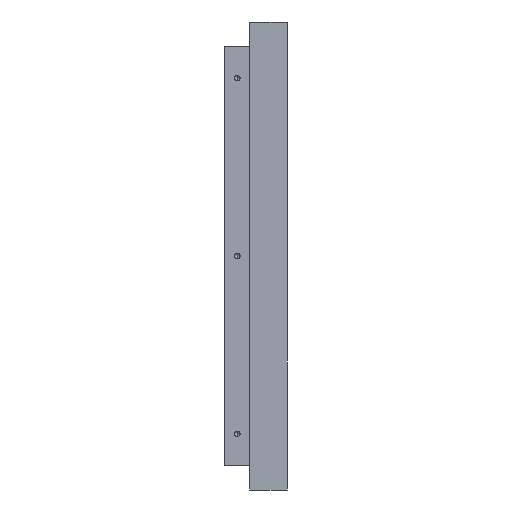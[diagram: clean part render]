
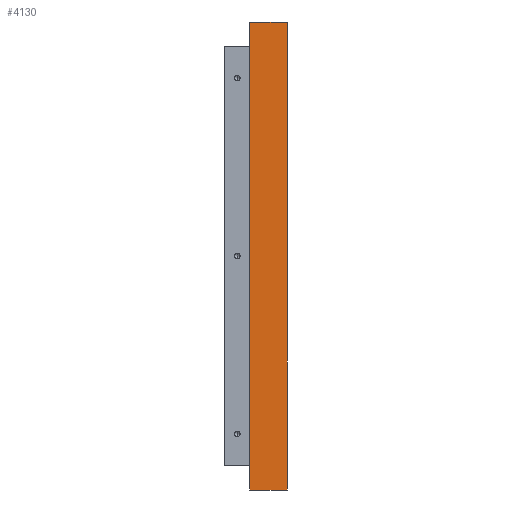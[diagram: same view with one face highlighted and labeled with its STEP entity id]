
A CAD part, left-side view. The second image highlights one B-rep face of the part: STEP entity #4130.
In plain terms, the highlighted planar face has unit normal (-1, 0, 0).
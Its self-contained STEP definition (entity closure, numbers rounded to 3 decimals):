
#30 = LINE ( 'NONE', #809, #3608 ) ;
#71 = ORIENTED_EDGE ( 'NONE', *, *, #109, .F. ) ;
#109 = EDGE_CURVE ( 'NONE', #1743, #1267, #979, .T. ) ;
#242 = AXIS2_PLACEMENT_3D ( 'NONE', #4049, #595, #3673 ) ;
#266 = CARTESIAN_POINT ( 'NONE',  ( 0., 12., -8. ) ) ;
#542 = ORIENTED_EDGE ( 'NONE', *, *, #4230, .T. ) ;
#595 = DIRECTION ( 'NONE',  ( 1., 0., 0. ) ) ;
#809 = CARTESIAN_POINT ( 'NONE',  ( 0., 20., -150. ) ) ;
#854 = VERTEX_POINT ( 'NONE', #1440 ) ;
#979 = LINE ( 'NONE', #2594, #3737 ) ;
#1005 = ORIENTED_EDGE ( 'NONE', *, *, #3342, .T. ) ;
#1024 = PLANE ( 'NONE',  #242 ) ;
#1112 = ORIENTED_EDGE ( 'NONE', *, *, #3654, .F. ) ;
#1173 = CARTESIAN_POINT ( 'NONE',  ( 0., 12., -150. ) ) ;
#1267 = VERTEX_POINT ( 'NONE', #3940 ) ;
#1440 = CARTESIAN_POINT ( 'NONE',  ( 0., 0., -150. ) ) ;
#1464 = CARTESIAN_POINT ( 'NONE',  ( 0., 12., 0. ) ) ;
#1498 = DIRECTION ( 'NONE',  ( 0., 0., 1. ) ) ;
#1743 = VERTEX_POINT ( 'NONE', #1464 ) ;
#1761 = VECTOR ( 'NONE', #1498, 1000. ) ;
#2269 = VERTEX_POINT ( 'NONE', #1173 ) ;
#2278 = LINE ( 'NONE', #266, #4420 ) ;
#2518 = DIRECTION ( 'NONE',  ( 0., -1., 0. ) ) ;
#2594 = CARTESIAN_POINT ( 'NONE',  ( 0., 20., 0. ) ) ;
#2612 = CARTESIAN_POINT ( 'NONE',  ( 0., 0., 0. ) ) ;
#2939 = FACE_OUTER_BOUND ( 'NONE', #4283, .T. ) ;
#3342 = EDGE_CURVE ( 'NONE', #2269, #854, #30, .T. ) ;
#3608 = VECTOR ( 'NONE', #4582, 1000. ) ;
#3654 = EDGE_CURVE ( 'NONE', #2269, #1743, #2278, .T. ) ;
#3673 = DIRECTION ( 'NONE',  ( 0., 0., -1. ) ) ;
#3737 = VECTOR ( 'NONE', #2518, 1000. ) ;
#3940 = CARTESIAN_POINT ( 'NONE',  ( 0., 0., 0. ) ) ;
#4049 = CARTESIAN_POINT ( 'NONE',  ( 0., 20., 0. ) ) ;
#4117 = DIRECTION ( 'NONE',  ( 0., 0., 1. ) ) ;
#4130 = ADVANCED_FACE ( 'NONE', ( #2939 ), #1024, .F. ) ;
#4206 = LINE ( 'NONE', #2612, #1761 ) ;
#4230 = EDGE_CURVE ( 'NONE', #854, #1267, #4206, .T. ) ;
#4283 = EDGE_LOOP ( 'NONE', ( #1112, #1005, #542, #71 ) ) ;
#4420 = VECTOR ( 'NONE', #4117, 1000. ) ;
#4582 = DIRECTION ( 'NONE',  ( 0., -1., 0. ) ) ;
